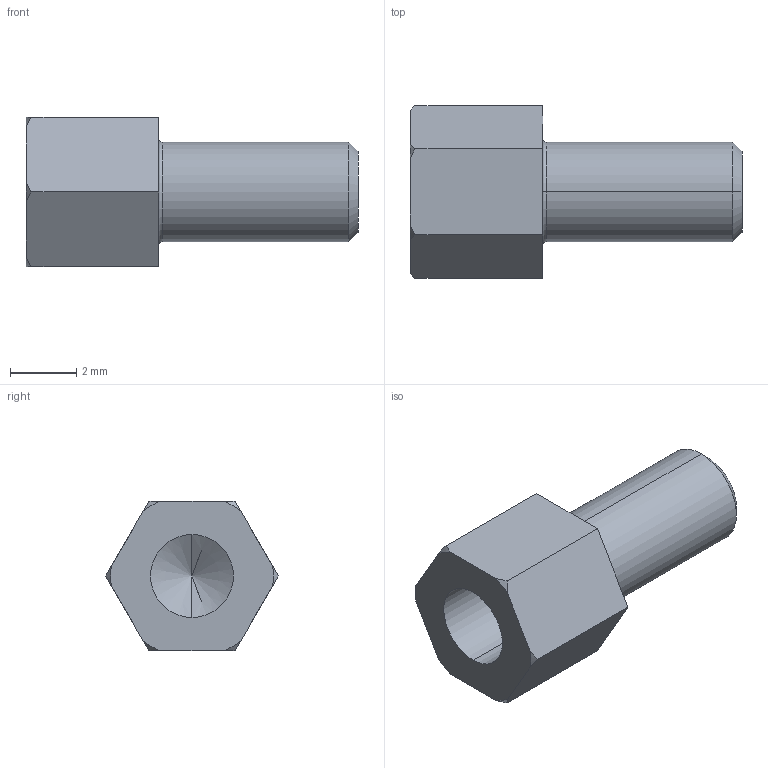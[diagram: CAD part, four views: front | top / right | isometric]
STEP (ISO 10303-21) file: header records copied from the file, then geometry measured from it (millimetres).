
FILE_DESCRIPTION (( 'STEP AP203' ), '1' );
FILE_NAME ('Hex Spacer Screw_B18.3.1M - 3 x 0.5 x 30 Hex SHCS -- 30NHX_sldprt.STEP', '2025-10-04T22:42:44', ( '' ), ( '' ), 'SwSTEP 2.0', 'SolidWorks 2023', '' );
FILE_SCHEMA (( 'CONFIG_CONTROL_DESIGN' ));
Length unit declared in the file: millimetre
Products named in the file (1): Hex Spacer Screw_B18.3.1M - 3 x 0.5 x 30 Hex SHCS -- 30NHX_sldprt
Bounding box: 10 x 5.2 x 4.5 mm (x, y, z)
Volume: 93.8 mm3; surface area: 180.1 mm2
Topology: 1 solids, 1 shells, 25 faces, 60 edges, 37 vertices
Faces by surface type: cone 10, plane 9, cylinder 4, torus 2
Entity records: 801 total; most frequent: CARTESIAN_POINT 157, DIRECTION 118, ORIENTED_EDGE 116, EDGE_CURVE 58, AXIS2_PLACEMENT_3D 46, VERTEX_POINT 37, EDGE_LOOP 27, VECTOR 26
